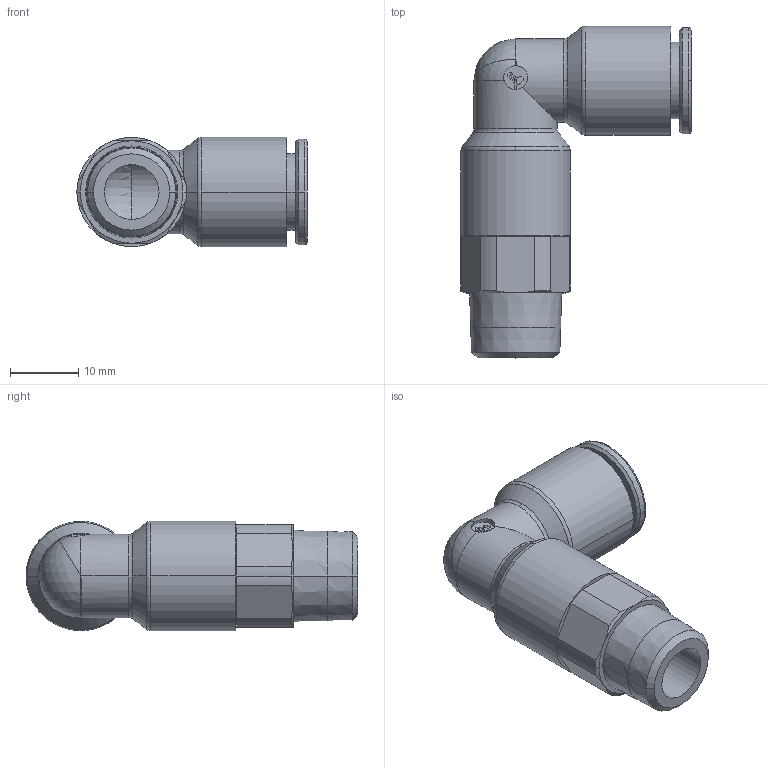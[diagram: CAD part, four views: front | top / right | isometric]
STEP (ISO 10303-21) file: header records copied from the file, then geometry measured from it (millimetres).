
FILE_DESCRIPTION(('STEP AP214'),'1');
FILE_NAME('3129_10_13.stp','2016-07-07T14:15:28',('TraceParts'),('TraceParts S.A.'),'Spatial InterOp 3D',' ',' ');
FILE_SCHEMA(('automotive_design'));
Length unit declared in the file: millimetre
Products named in the file (1): 1
Bounding box: 33.65 x 48.55 x 16 mm (x, y, z)
Volume: 5989.8 mm3; surface area: 5598.5 mm2
Topology: 1 solids, 1 shells, 107 faces, 276 edges, 176 vertices
Faces by surface type: cylinder 36, plane 34, cone 20, torus 10, sphere 7
Entity records: 3776 total; most frequent: CARTESIAN_POINT 1100, DIRECTION 605, ORIENTED_EDGE 540, EDGE_CURVE 270, AXIS2_PLACEMENT_3D 251, VERTEX_POINT 176, CIRCLE 141, EDGE_LOOP 120
